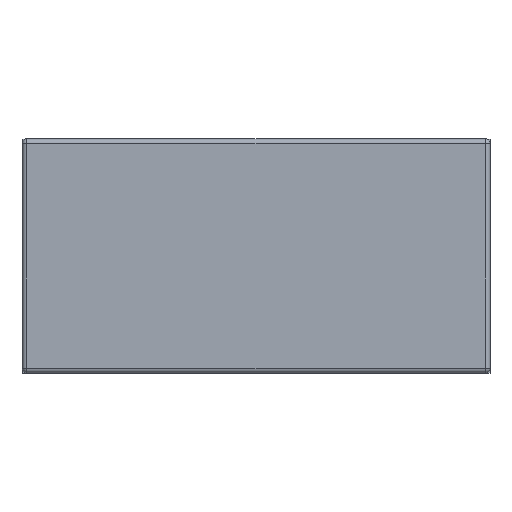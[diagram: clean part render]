
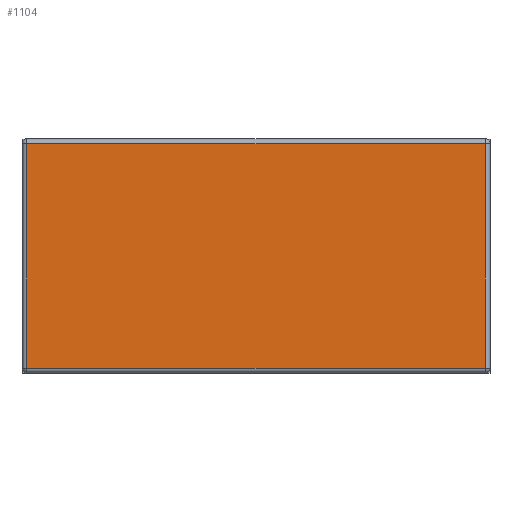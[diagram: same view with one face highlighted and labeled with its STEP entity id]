
A CAD part, top view. The second image highlights one B-rep face of the part: STEP entity #1104.
In plain terms, the highlighted planar face has unit normal (0, 0, 1).
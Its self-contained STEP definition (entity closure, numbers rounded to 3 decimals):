
#693=CARTESIAN_POINT('',(24.9,12.2,9.53));
#694=VERTEX_POINT('',#693);
#719=CARTESIAN_POINT('',(24.9,-12.2,9.53));
#720=VERTEX_POINT('',#719);
#763=CARTESIAN_POINT('',(-24.9,12.2,9.53));
#764=VERTEX_POINT('',#763);
#789=CARTESIAN_POINT('',(-24.9,-12.2,9.53));
#790=VERTEX_POINT('',#789);
#830=CARTESIAN_POINT('',(-24.9,-12.2,9.53));
#831=DIRECTION('',(0.0,1.0,0.0));
#832=VECTOR('',#831,24.4);
#833=LINE('',#830,#832);
#834=EDGE_CURVE('',#790,#764,#833,.T.);
#884=CARTESIAN_POINT('',(24.9,-12.2,9.53));
#885=DIRECTION('',(-1.0,0.0,0.0));
#886=VECTOR('',#885,49.8);
#887=LINE('',#884,#886);
#888=EDGE_CURVE('',#720,#790,#887,.T.);
#938=CARTESIAN_POINT('',(-24.9,12.2,9.53));
#939=DIRECTION('',(1.0,0.0,0.0));
#940=VECTOR('',#939,49.8);
#941=LINE('',#938,#940);
#942=EDGE_CURVE('',#764,#694,#941,.T.);
#992=CARTESIAN_POINT('',(24.9,12.2,9.53));
#993=DIRECTION('',(0.0,-1.0,0.0));
#994=VECTOR('',#993,24.4);
#995=LINE('',#992,#994);
#996=EDGE_CURVE('',#694,#720,#995,.T.);
#1093=CARTESIAN_POINT('',(0.,0.,9.53));
#1094=DIRECTION('',(0.0,0.0,1.0));
#1095=DIRECTION('',(1.0,0.0,0.0));
#1096=AXIS2_PLACEMENT_3D('',#1093,#1094,#1095);
#1097=PLANE('',#1096);
#1098=ORIENTED_EDGE('',*,*,#834,.F.);
#1099=ORIENTED_EDGE('',*,*,#888,.F.);
#1100=ORIENTED_EDGE('',*,*,#996,.F.);
#1101=ORIENTED_EDGE('',*,*,#942,.F.);
#1102=EDGE_LOOP('',(#1098,#1099,#1100,#1101));
#1103=FACE_OUTER_BOUND('',#1102,.T.);
#1104=ADVANCED_FACE('',(#1103),#1097,.T.);
